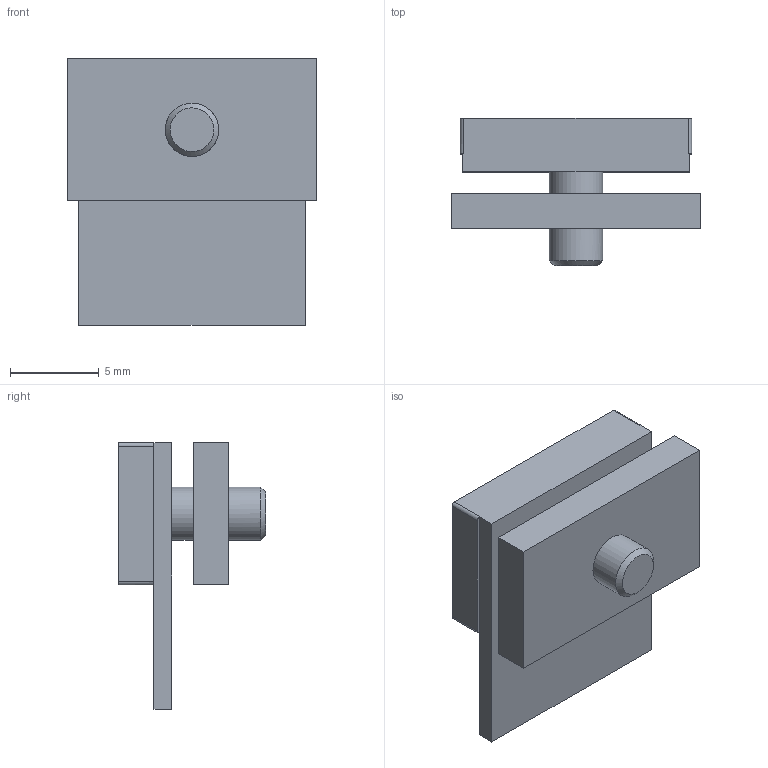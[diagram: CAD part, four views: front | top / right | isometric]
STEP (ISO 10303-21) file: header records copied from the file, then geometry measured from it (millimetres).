
FILE_DESCRIPTION(/* description */ ('Unknown'),/* implementation_level */ '2;1');
FILE_NAME(/* name */ 'A-0000171-Abdeckbandklemmung30',/* time_stamp */ '2020-04-02T16:46:06+02:00',/* author */ ('Unknown'),/* organization */ ('Unknown'),/* preprocessor_version */ 'ST-DEVELOPER v16.7',/* originating_system */ 'Solid Edge',/* authorisation */ 'Unknown');
FILE_SCHEMA (('AUTOMOTIVE_DESIGN {1 0 10303 214 3 1 1}'));
Length unit declared in the file: millimetre
Products named in the file (1): A-0000171-Abdeckbandklemmung30-dy
Bounding box: 14 x 8.27 x 15 mm (x, y, z)
Volume: 631.9 mm3; surface area: 861.5 mm2
Topology: 1 solids, 1 shells, 37 faces, 87 edges, 57 vertices
Faces by surface type: plane 29, cylinder 6, cone 2
Full cylindrical faces by diameter (mm): 3 x2
Entity records: 1301 total; most frequent: DIRECTION 176, CARTESIAN_POINT 174, ORIENTED_EDGE 162, EDGE_CURVE 81, LINE 62, VECTOR 62, AXIS2_PLACEMENT_3D 57, VERTEX_POINT 55
